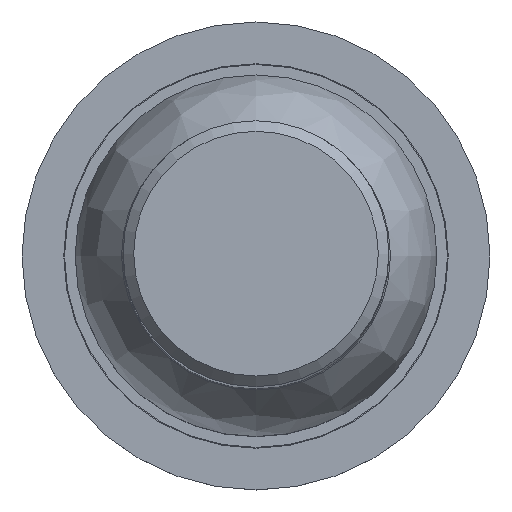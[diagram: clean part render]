
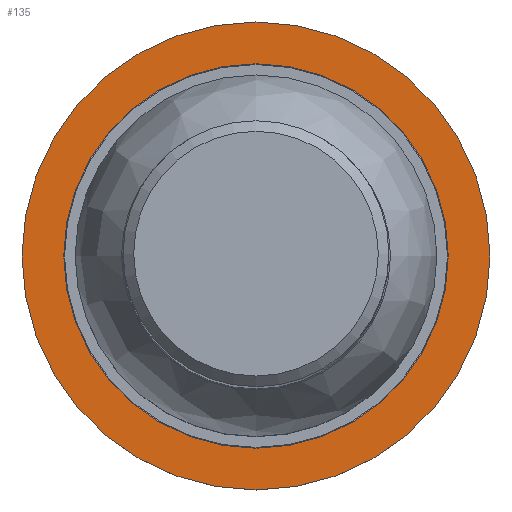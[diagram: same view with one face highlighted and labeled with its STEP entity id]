
A CAD part, top view. The second image highlights one B-rep face of the part: STEP entity #135.
In plain terms, the highlighted planar face has unit normal (0, 0, 1).
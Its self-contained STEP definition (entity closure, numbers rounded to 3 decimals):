
#120=PLANE('',#271);
#135=ADVANCED_FACE('',(#160,#161),#120,.T.);
#160=FACE_BOUND('',#184,.T.);
#161=FACE_BOUND('',#185,.T.);
#184=EDGE_LOOP('',(#208));
#185=EDGE_LOOP('',(#209));
#208=ORIENTED_EDGE('',*,*,#235,.T.);
#209=ORIENTED_EDGE('',*,*,#234,.F.);
#222=VERTEX_POINT('',#382);
#223=VERTEX_POINT('',#385);
#234=EDGE_CURVE('',#222,#222,#246,.T.);
#235=EDGE_CURVE('',#223,#223,#247,.T.);
#246=CIRCLE('',#268,22.);
#247=CIRCLE('',#270,18.);
#268=AXIS2_PLACEMENT_3D('',#381,#313,#314);
#270=AXIS2_PLACEMENT_3D('',#384,#317,#318);
#271=AXIS2_PLACEMENT_3D('',#386,#319,#320);
#313=DIRECTION('',(0.,0.,-1.));
#314=DIRECTION('',(-1.,0.,0.));
#317=DIRECTION('',(0.,0.,-1.));
#318=DIRECTION('',(-1.,0.,0.));
#319=DIRECTION('',(0.,0.,1.));
#320=DIRECTION('',(1.,0.,0.));
#381=CARTESIAN_POINT('',(0.,0.,-123.7));
#382=CARTESIAN_POINT('',(-22.,0.,-123.7));
#384=CARTESIAN_POINT('',(0.,0.,-123.7));
#385=CARTESIAN_POINT('',(-18.,0.,-123.7));
#386=CARTESIAN_POINT('',(22.,0.,-123.7));
